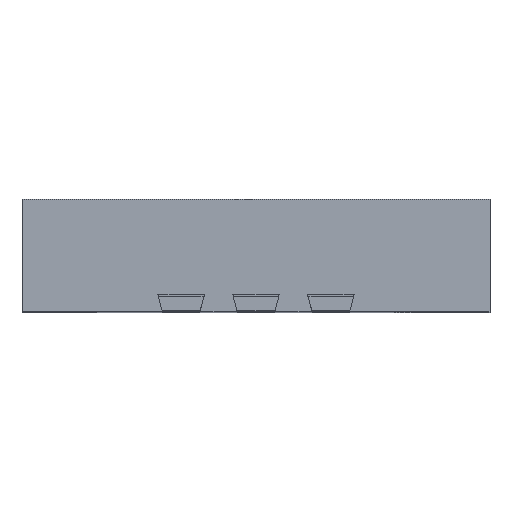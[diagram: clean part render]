
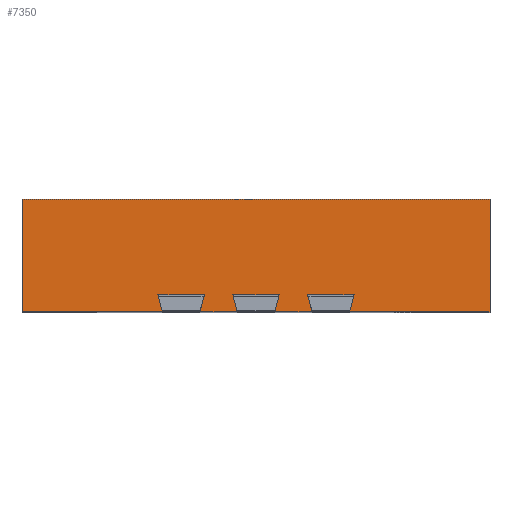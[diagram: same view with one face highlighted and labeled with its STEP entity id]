
A CAD part, top view. The second image highlights one B-rep face of the part: STEP entity #7350.
In plain terms, the highlighted planar face has unit normal (0, 0, 1).
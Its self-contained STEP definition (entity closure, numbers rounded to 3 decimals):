
#4488=DIRECTION('',(1.,0.,0.));
#4489=VECTOR('',#4488,0.75);
#4490=CARTESIAN_POINT('',(-1.25,0.,1.25));
#4491=LINE('',#4490,#4489);
#4516=DIRECTION('',(1.,0.,0.));
#4517=VECTOR('',#4516,0.2);
#4518=CARTESIAN_POINT('',(-0.3,0.,1.25));
#4519=LINE('',#4518,#4517);
#4544=DIRECTION('',(1.,0.,0.));
#4545=VECTOR('',#4544,0.2);
#4546=CARTESIAN_POINT('',(0.1,0.,1.25));
#4547=LINE('',#4546,#4545);
#4572=DIRECTION('',(1.,0.,0.));
#4573=VECTOR('',#4572,0.75);
#4574=CARTESIAN_POINT('',(0.5,0.,1.25));
#4575=LINE('',#4574,#4573);
#5112=DIRECTION('',(-0.258,0.966,0.));
#5113=VECTOR('',#5112,0.093);
#5114=CARTESIAN_POINT('',(0.3,0.,1.25));
#5115=LINE('',#5114,#5113);
#5119=DIRECTION('',(0.258,0.966,0.));
#5120=VECTOR('',#5119,0.093);
#5121=CARTESIAN_POINT('',(0.1,0.,1.25));
#5122=LINE('',#5121,#5120);
#5126=DIRECTION('',(-1.,0.,0.));
#5127=VECTOR('',#5126,0.248);
#5128=CARTESIAN_POINT('',(0.124,0.09,1.25));
#5129=LINE('',#5128,#5127);
#5133=DIRECTION('',(-0.258,0.966,0.));
#5134=VECTOR('',#5133,0.093);
#5135=CARTESIAN_POINT('',(-0.1,0.,1.25));
#5136=LINE('',#5135,#5134);
#5140=DIRECTION('',(0.258,0.966,0.));
#5141=VECTOR('',#5140,0.093);
#5142=CARTESIAN_POINT('',(-0.3,0.,1.25));
#5143=LINE('',#5142,#5141);
#5147=DIRECTION('',(-1.,0.,0.));
#5148=VECTOR('',#5147,0.248);
#5149=CARTESIAN_POINT('',(-0.276,0.09,1.25));
#5150=LINE('',#5149,#5148);
#5154=DIRECTION('',(-0.258,0.966,0.));
#5155=VECTOR('',#5154,0.093);
#5156=CARTESIAN_POINT('',(-0.5,0.,1.25));
#5157=LINE('',#5156,#5155);
#5161=DIRECTION('',(0.,1.,0.));
#5162=VECTOR('',#5161,0.6);
#5163=CARTESIAN_POINT('',(-1.25,0.,1.25));
#5164=LINE('',#5163,#5162);
#5168=DIRECTION('',(0.258,0.966,0.));
#5169=VECTOR('',#5168,0.093);
#5170=CARTESIAN_POINT('',(0.5,0.,1.25));
#5171=LINE('',#5170,#5169);
#5175=DIRECTION('',(-1.,0.,0.));
#5176=VECTOR('',#5175,0.248);
#5177=CARTESIAN_POINT('',(0.524,0.09,1.25));
#5178=LINE('',#5177,#5176);
#5783=DIRECTION('',(1.,0.,0.));
#5784=VECTOR('',#5783,2.5);
#5785=CARTESIAN_POINT('',(-1.25,0.6,1.25));
#5786=LINE('',#5785,#5784);
#5804=DIRECTION('',(0.,1.,0.));
#5805=VECTOR('',#5804,0.6);
#5806=CARTESIAN_POINT('',(1.25,0.,1.25));
#5807=LINE('',#5806,#5805);
#6255=CARTESIAN_POINT('',(-1.25,0.6,1.25));
#6257=VERTEX_POINT('',#6255);
#6258=CARTESIAN_POINT('',(1.25,0.6,1.25));
#6259=VERTEX_POINT('',#6258);
#6264=CARTESIAN_POINT('',(-1.25,0.,1.25));
#6265=VERTEX_POINT('',#6264);
#6266=CARTESIAN_POINT('',(1.25,0.,1.25));
#6267=VERTEX_POINT('',#6266);
#6298=CARTESIAN_POINT('',(0.3,0.,1.25));
#6299=VERTEX_POINT('',#6298);
#6300=CARTESIAN_POINT('',(0.5,0.,1.25));
#6301=VERTEX_POINT('',#6300);
#6306=CARTESIAN_POINT('',(-0.1,0.,1.25));
#6307=VERTEX_POINT('',#6306);
#6308=CARTESIAN_POINT('',(0.1,0.,1.25));
#6309=VERTEX_POINT('',#6308);
#6314=CARTESIAN_POINT('',(-0.5,0.,1.25));
#6315=VERTEX_POINT('',#6314);
#6316=CARTESIAN_POINT('',(-0.3,0.,1.25));
#6317=VERTEX_POINT('',#6316);
#6334=CARTESIAN_POINT('',(0.276,0.09,1.25));
#6335=VERTEX_POINT('',#6334);
#6336=CARTESIAN_POINT('',(0.524,0.09,1.25));
#6337=VERTEX_POINT('',#6336);
#6338=CARTESIAN_POINT('',(-0.124,0.09,1.25));
#6339=VERTEX_POINT('',#6338);
#6340=CARTESIAN_POINT('',(0.124,0.09,1.25));
#6341=VERTEX_POINT('',#6340);
#6342=CARTESIAN_POINT('',(-0.524,0.09,1.25));
#6343=VERTEX_POINT('',#6342);
#6344=CARTESIAN_POINT('',(-0.276,0.09,1.25));
#6345=VERTEX_POINT('',#6344);
#7316=CARTESIAN_POINT('',(-1.25,0.,1.25));
#7317=DIRECTION('',(0.,0.,1.));
#7318=DIRECTION('',(1.,0.,0.));
#7319=AXIS2_PLACEMENT_3D('',#7316,#7317,#7318);
#7320=PLANE('',#7319);
#7321=ORIENTED_EDGE('',*,*,#7305,.F.);
#7322=ORIENTED_EDGE('',*,*,#6699,.F.);
#7324=ORIENTED_EDGE('',*,*,#7323,.T.);
#7326=ORIENTED_EDGE('',*,*,#7325,.T.);
#7328=ORIENTED_EDGE('',*,*,#7327,.F.);
#7329=ORIENTED_EDGE('',*,*,#6691,.F.);
#7331=ORIENTED_EDGE('',*,*,#7330,.T.);
#7333=ORIENTED_EDGE('',*,*,#7332,.T.);
#7335=ORIENTED_EDGE('',*,*,#7334,.F.);
#7336=ORIENTED_EDGE('',*,*,#6683,.F.);
#7338=ORIENTED_EDGE('',*,*,#7337,.T.);
#7340=ORIENTED_EDGE('',*,*,#7339,.T.);
#7342=ORIENTED_EDGE('',*,*,#7341,.F.);
#7343=ORIENTED_EDGE('',*,*,#6707,.F.);
#7345=ORIENTED_EDGE('',*,*,#7344,.T.);
#7347=ORIENTED_EDGE('',*,*,#7346,.T.);
#7348=EDGE_LOOP('',(#7321,#7322,#7324,#7326,#7328,#7329,#7331,#7333,#7335,#7336,
#7338,#7340,#7342,#7343,#7345,#7347));
#7349=FACE_OUTER_BOUND('',#7348,.F.);
#7350=ADVANCED_FACE('',(#7349),#7320,.T.);
#6683=EDGE_CURVE('',#6265,#6315,#4491,.T.);
#6691=EDGE_CURVE('',#6317,#6307,#4519,.T.);
#6699=EDGE_CURVE('',#6309,#6299,#4547,.T.);
#6707=EDGE_CURVE('',#6301,#6267,#4575,.T.);
#7305=EDGE_CURVE('',#6299,#6335,#5115,.T.);
#7323=EDGE_CURVE('',#6309,#6341,#5122,.T.);
#7325=EDGE_CURVE('',#6341,#6339,#5129,.T.);
#7327=EDGE_CURVE('',#6307,#6339,#5136,.T.);
#7330=EDGE_CURVE('',#6317,#6345,#5143,.T.);
#7332=EDGE_CURVE('',#6345,#6343,#5150,.T.);
#7334=EDGE_CURVE('',#6315,#6343,#5157,.T.);
#7337=EDGE_CURVE('',#6265,#6257,#5164,.T.);
#7339=EDGE_CURVE('',#6257,#6259,#5786,.T.);
#7341=EDGE_CURVE('',#6267,#6259,#5807,.T.);
#7344=EDGE_CURVE('',#6301,#6337,#5171,.T.);
#7346=EDGE_CURVE('',#6337,#6335,#5178,.T.);
